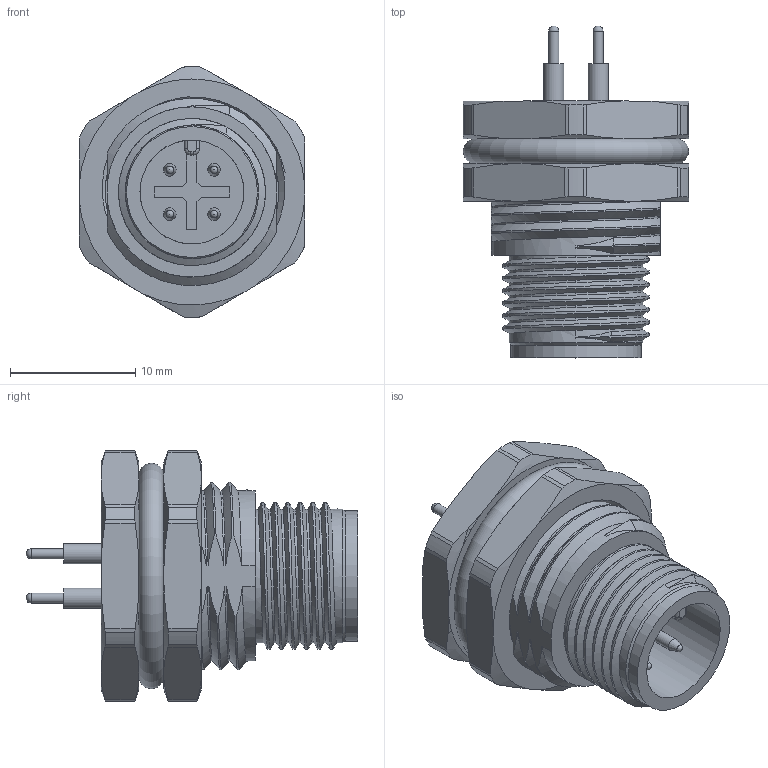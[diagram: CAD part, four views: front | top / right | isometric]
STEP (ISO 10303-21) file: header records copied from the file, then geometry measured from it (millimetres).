
FILE_DESCRIPTION(/* description */ ('Unknown'),/* implementation_level */ '2;1');
FILE_NAME(/* name */ '643250100604',/* time_stamp */ '2021-03-22T17:16:38+01:00',/* author */ ('Unknown'),/* organization */ ('Unknown'),/* preprocessor_version */ 'ST-DEVELOPER v16.7',/* originating_system */ 'DEX',/* authorisation */ $);
FILE_SCHEMA (('AUTOMOTIVE_DESIGN {1 0 10303 214 3 1 1}'));
Length unit declared in the file: millimetre
Products named in the file (7): 6432501006xx; 6431501006xx_Housing; 643150100604_insulator; 643xx01004xx_Seal_outer; 643xx01006xx_Nut; 6432501006xx_pin; 6432501006xx_glue
Assembly tree (9 placements, depth 2):
  6432501006xx
    6431501006xx_Housing
    643150100604_insulator
    643xx01004xx_Seal_outer
    643xx01006xx_Nut
    6432501006xx_pin  x4
    6432501006xx_glue
Bounding box: 18.04 x 26.5 x 20 mm (x, y, z)
Volume: 3115.8 mm3; surface area: 5302.8 mm2
Topology: 9 solids, 17 shells, 409 faces, 984 edges, 653 vertices
Faces by surface type: plane 150, cylinder 147, cone 39, torus 36, bspline 33, sphere 4
Full cylindrical faces by diameter (mm): 0.8 x4, 1 x8, 1.3 x8, 1.4 x24, 1.5 x12, 1.6 x4, 1.7 x8, 8.3 x1, 9.44 x2, 9.45 x1, 10.45 x1, 10.65 x7, 10.8 x10, 11.1 x4, 11.207 x4
Entity records: 19828 total; most frequent: CARTESIAN_POINT 13468, ORIENTED_EDGE 1276, DIRECTION 1147, EDGE_CURVE 638, AXIS2_PLACEMENT_3D 465, VERTEX_POINT 460, FACE_BOUND 406, EDGE_LOOP 405
